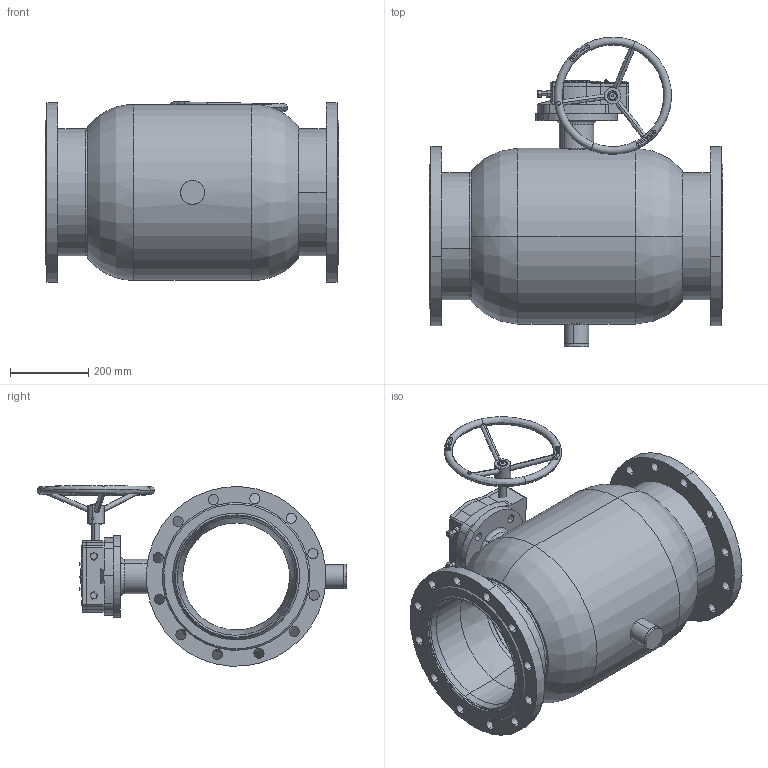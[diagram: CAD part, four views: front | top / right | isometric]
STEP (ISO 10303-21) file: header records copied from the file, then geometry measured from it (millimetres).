
FILE_DESCRIPTION (( 'STEP AP214' ), '1' );
FILE_NAME ('DN300涡轮法兰球阀PN16.STEP', '2023-10-08T08:27:22', ( '' ), ( '' ), 'SwSTEP 2.0', 'SolidWorks 2019', '' );
FILE_SCHEMA (( 'AUTOMOTIVE_DESIGN' ));
Length unit declared in the file: millimetre
Products named in the file (27): 梓齪; 眊极; 癹弇蹟佪; 忒謫; 陔蜊Q61F-300-3概裝 -; 錨璃; 蹟佪; Q61F-300-22狟揤裔; 恘裝; Q61F-300-1概极樓馱; 蹟佪5; 硌尨齪; 錨璃6; 蹟佪4; 300粣杶珨; 300楊擘1.6; 眊裔; DN300涡轮法兰球阀PN16; 恘謫; 癹弇蹟譫; 癹弇結輸; 200-300瑩; Q61F-300-4傻諉; 300恘謫; Q61F-300-19苤粣杶; 胶圈; 錨璃5
Assembly tree (39 placements, depth 3):
  DN300涡轮法兰球阀PN16
    Q61F-300-1概极樓馱
    Q61F-300-22狟揤裔
    300粣杶珨
    Q61F-300-4傻諉  x2
    陔蜊Q61F-300-3概裝 -
    Q61F-300-19苤粣杶
    300楊擘1.6  x2
    200-300瑩
    300恘謫
      眊极
      眊裔
      恘裝
      忒謫
      梓齪
      蹟佪  x6
      恘謫
      胶圈  x2
      蹟佪5  x2
      錨璃
      錨璃5
      錨璃6
      癹弇蹟佪  x2
      癹弇蹟譫  x2
      蹟佪4  x2
      硌尨齪
      癹弇結輸  x2
Bounding box: 750 x 791.79 x 461.44 mm (x, y, z)
Volume: 21346738.3 mm3; surface area: 3630337.3 mm2
Topology: 40 solids, 40 shells, 3899 faces, 10333 edges, 6835 vertices
Faces by surface type: plane 2481, bspline 804, cylinder 534, cone 46, torus 34
Entity records: 164693 total; most frequent: CARTESIAN_POINT 73329, ORIENTED_EDGE 19794, DIRECTION 14961, EDGE_CURVE 9897, VECTOR 7295, LINE 7295, VERTEX_POINT 6559, EDGE_LOOP 4118
